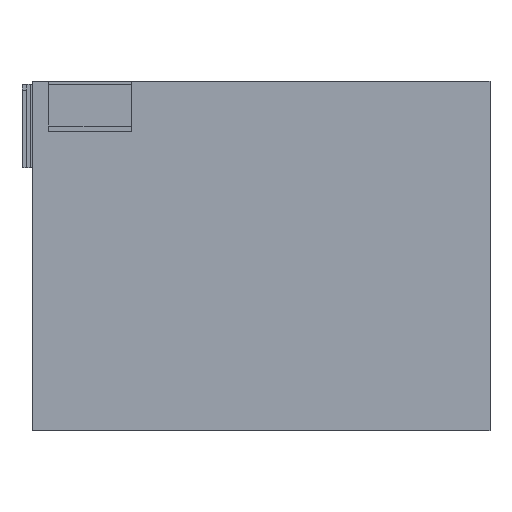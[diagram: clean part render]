
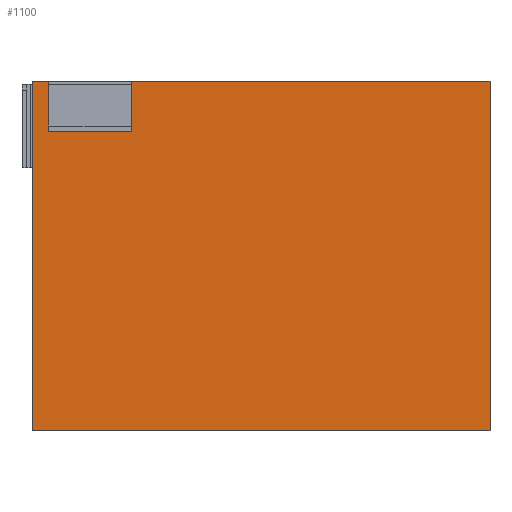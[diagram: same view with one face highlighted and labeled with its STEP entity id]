
A CAD part, left-side view. The second image highlights one B-rep face of the part: STEP entity #1100.
In plain terms, the highlighted planar face has unit normal (-1, 0, 0).
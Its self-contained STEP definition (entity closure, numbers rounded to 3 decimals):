
#1069=AXIS2_PLACEMENT_3D('Plane Axis2P3D',#1066,#1067,#1068) ;
#525=CARTESIAN_POINT('Vertex',(-49.5,-60.,2.)) ;
#528=CARTESIAN_POINT('Line Origine',(-49.5,-167.5,2.)) ;
#532=CARTESIAN_POINT('Vertex',(-49.5,-275.,2.)) ;
#544=CARTESIAN_POINT('Vertex',(-49.5,0.,2.)) ;
#547=CARTESIAN_POINT('Line Origine',(-49.5,-5.,2.)) ;
#551=CARTESIAN_POINT('Vertex',(-49.5,-10.,2.)) ;
#629=CARTESIAN_POINT('Line Origine',(-49.5,-10.,-13.)) ;
#633=CARTESIAN_POINT('Vertex',(-49.5,-10.,-28.)) ;
#955=CARTESIAN_POINT('Line Origine',(-49.5,-35.,-28.)) ;
#959=CARTESIAN_POINT('Vertex',(-49.5,-60.,-28.)) ;
#1021=CARTESIAN_POINT('Line Origine',(-49.5,-60.,-13.)) ;
#1066=CARTESIAN_POINT('Axis2P3D Location',(-49.5,0.,-208.)) ;
#1071=CARTESIAN_POINT('Line Origine',(-49.5,0.,-103.)) ;
#1075=CARTESIAN_POINT('Vertex',(-49.5,0.,-208.)) ;
#1078=CARTESIAN_POINT('Line Origine',(-49.5,-137.5,-208.)) ;
#1082=CARTESIAN_POINT('Vertex',(-49.5,-275.,-208.)) ;
#1085=CARTESIAN_POINT('Line Origine',(-49.5,-275.,-103.)) ;
#529=DIRECTION('Vector Direction',(0.,-1.,0.)) ;
#548=DIRECTION('Vector Direction',(0.,-1.,0.)) ;
#630=DIRECTION('Vector Direction',(0.,0.,-1.)) ;
#956=DIRECTION('Vector Direction',(0.,-1.,0.)) ;
#1022=DIRECTION('Vector Direction',(0.,0.,-1.)) ;
#1067=DIRECTION('Axis2P3D Direction',(1.,0.,0.)) ;
#1068=DIRECTION('Axis2P3D XDirection',(0.,1.,0.)) ;
#1072=DIRECTION('Vector Direction',(0.,0.,1.)) ;
#1079=DIRECTION('Vector Direction',(0.,1.,0.)) ;
#1086=DIRECTION('Vector Direction',(0.,0.,1.)) ;
#530=VECTOR('Line Direction',#529,1.) ;
#549=VECTOR('Line Direction',#548,1.) ;
#631=VECTOR('Line Direction',#630,1.) ;
#957=VECTOR('Line Direction',#956,1.) ;
#1023=VECTOR('Line Direction',#1022,1.) ;
#1073=VECTOR('Line Direction',#1072,1.) ;
#1080=VECTOR('Line Direction',#1079,1.) ;
#1087=VECTOR('Line Direction',#1086,1.) ;
#1091=ORIENTED_EDGE('',*,*,#534,.F.) ;
#1092=ORIENTED_EDGE('',*,*,#1025,.T.) ;
#1093=ORIENTED_EDGE('',*,*,#961,.F.) ;
#1094=ORIENTED_EDGE('',*,*,#635,.F.) ;
#1095=ORIENTED_EDGE('',*,*,#553,.F.) ;
#1096=ORIENTED_EDGE('',*,*,#1077,.F.) ;
#1097=ORIENTED_EDGE('',*,*,#1084,.F.) ;
#1098=ORIENTED_EDGE('',*,*,#1089,.T.) ;
#1100=ADVANCED_FACE('K\X2\00F6\X0\rper.3 (aus 43576_02 CATIA V4)',(#1099),#1070,.F.) ;
#534=EDGE_CURVE('',#526,#533,#531,.T.) ;
#553=EDGE_CURVE('',#545,#552,#550,.T.) ;
#635=EDGE_CURVE('',#552,#634,#632,.T.) ;
#961=EDGE_CURVE('',#634,#960,#958,.T.) ;
#1025=EDGE_CURVE('',#526,#960,#1024,.T.) ;
#1077=EDGE_CURVE('',#1076,#545,#1074,.T.) ;
#1084=EDGE_CURVE('',#1083,#1076,#1081,.T.) ;
#1089=EDGE_CURVE('',#1083,#533,#1088,.T.) ;
#1090=EDGE_LOOP('',(#1091,#1092,#1093,#1094,#1095,#1096,#1097,#1098)) ;
#1099=FACE_OUTER_BOUND('',#1090,.T.) ;
#531=LINE('Line',#528,#530) ;
#550=LINE('Line',#547,#549) ;
#632=LINE('Line',#629,#631) ;
#958=LINE('Line',#955,#957) ;
#1024=LINE('Line',#1021,#1023) ;
#1074=LINE('Line',#1071,#1073) ;
#1081=LINE('Line',#1078,#1080) ;
#1088=LINE('Line',#1085,#1087) ;
#1070=PLANE('Plane',#1069) ;
#526=VERTEX_POINT('',#525) ;
#533=VERTEX_POINT('',#532) ;
#545=VERTEX_POINT('',#544) ;
#552=VERTEX_POINT('',#551) ;
#634=VERTEX_POINT('',#633) ;
#960=VERTEX_POINT('',#959) ;
#1076=VERTEX_POINT('',#1075) ;
#1083=VERTEX_POINT('',#1082) ;
